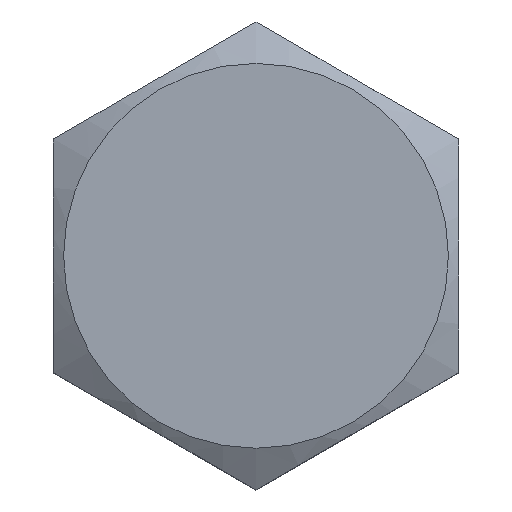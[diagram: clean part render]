
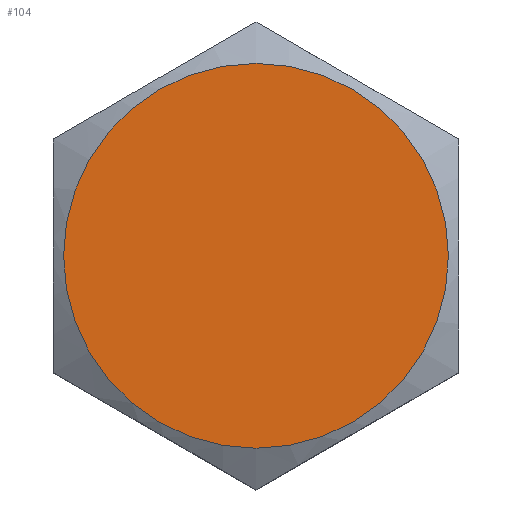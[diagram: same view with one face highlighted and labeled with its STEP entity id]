
A CAD part, top view. The second image highlights one B-rep face of the part: STEP entity #104.
In plain terms, the highlighted planar face has unit normal (0, 0, 1).
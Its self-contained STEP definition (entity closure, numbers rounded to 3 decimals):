
#104=ADVANCED_FACE('',(#117),#119,.T.);
#117=FACE_BOUND('',#118,.T.);
#118=EDGE_LOOP('',(#218));
#119=PLANE('',#120);
#120=AXIS2_PLACEMENT_3D('',#121,#122,#123);
#121=CARTESIAN_POINT('',(0.,0.,26.));
#122=DIRECTION('',(0.,0.,1.));
#123=DIRECTION('',(1.,0.,0.));
#218=ORIENTED_EDGE('',*,*,#264,.T.);
#264=EDGE_CURVE('',#287,#287,#288,.F.);
#287=VERTEX_POINT('',#327);
#288=CIRCLE('',#328,30.875);
#327=CARTESIAN_POINT('',(0.,30.875,26.));
#328=AXIS2_PLACEMENT_3D('',#329,#330,#331);
#329=CARTESIAN_POINT('',(0.,0.,26.));
#330=DIRECTION('',(0.,0.,-1.));
#331=DIRECTION('',(0.,1.,0.));
